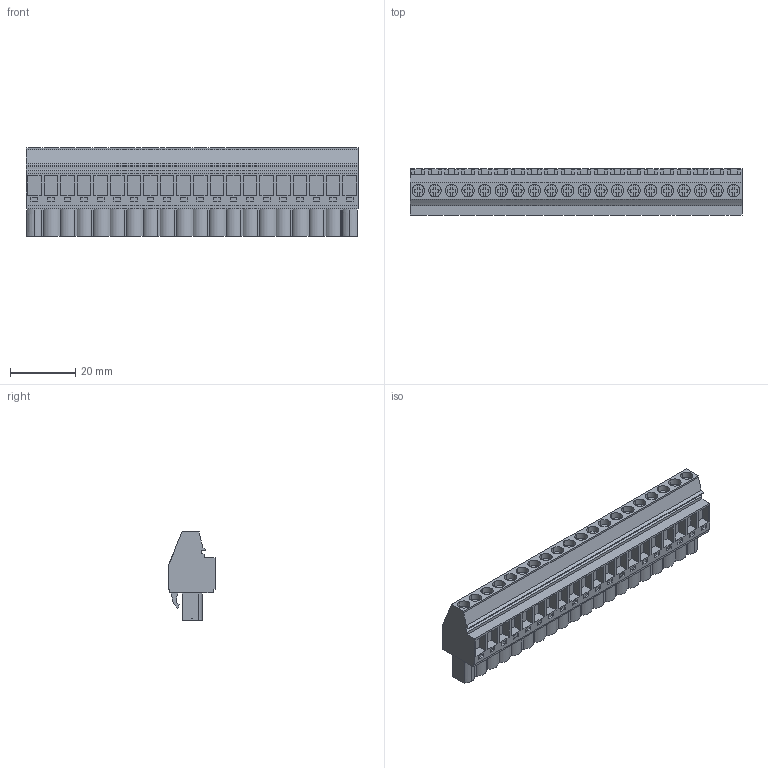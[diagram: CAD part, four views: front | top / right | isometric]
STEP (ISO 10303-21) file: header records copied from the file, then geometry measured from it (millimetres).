
FILE_DESCRIPTION(('CATIA V5 STEP','CAx-IF Rec.Pracs.--- Model Styling and Organization---1.2---2011-12-15'),'2;1');
FILE_NAME ('D1460138_0_1948970000_1948970000.stp','2017-09-09T07:54:37+00:00',('none'),('Weidmueller'),'CATIA Version 5-6 Release 2014','CATIA V5 STEP AP214','none');
FILE_SCHEMA(('AUTOMOTIVE_DESIGN { 1 0 10303 214 1 1 1 1 }'));
Length unit declared in the file: millimetre
Products named in the file (1): 1948970000
Bounding box: 101.6 x 14.1 x 27.1 mm (x, y, z)
Volume: 23036.4 mm3; surface area: 13310.7 mm2
Topology: 21 solids, 21 shells, 1282 faces, 3602 edges, 2443 vertices
Faces by surface type: plane 1100, cylinder 178, extrusion 4
Entity records: 38683 total; most frequent: CARTESIAN_POINT 7449, ORIENTED_EDGE 7204, DIRECTION 5136, EDGE_CURVE 3602, VECTOR 3162, LINE 3158, VERTEX_POINT 2443, EDGE_LOOP 1365
